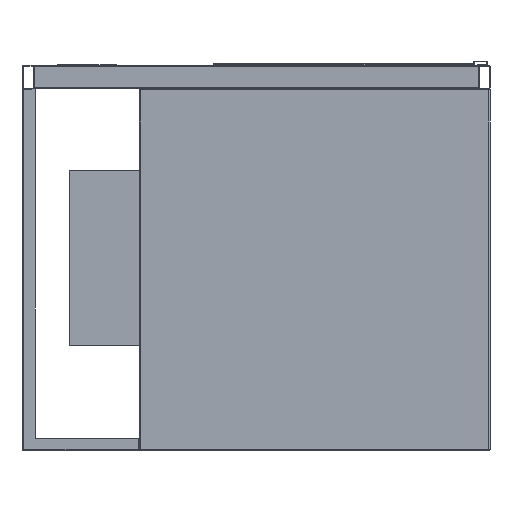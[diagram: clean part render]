
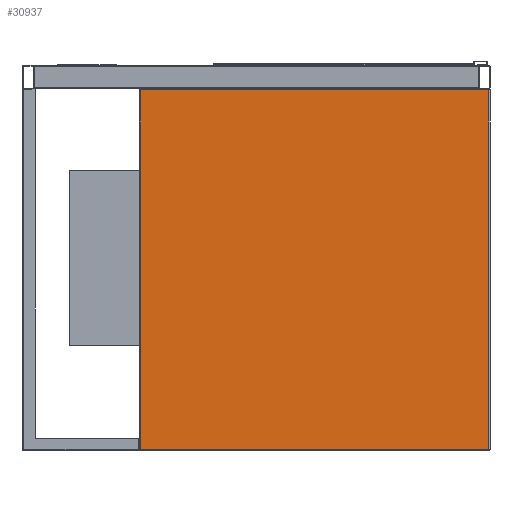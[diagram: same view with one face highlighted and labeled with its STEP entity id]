
A CAD part, front view. The second image highlights one B-rep face of the part: STEP entity #30937.
In plain terms, the highlighted planar face has unit normal (0, -1, 0).
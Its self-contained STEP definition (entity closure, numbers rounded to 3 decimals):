
#460 = DIRECTION ( 'NONE',  ( 1., 0., 0. ) ) ;
#929 = EDGE_CURVE ( 'NONE', #6636, #11592, #18847, .T. ) ;
#1489 = CARTESIAN_POINT ( 'NONE',  ( -298., -255., -42. ) ) ;
#2422 = EDGE_CURVE ( 'NONE', #9066, #11851, #6264, .T. ) ;
#2628 = VECTOR ( 'NONE', #28316, 1000. ) ;
#4154 = CARTESIAN_POINT ( 'NONE',  ( -300., -255., -660. ) ) ;
#4860 = LINE ( 'NONE', #14616, #27247 ) ;
#5225 = LINE ( 'NONE', #9951, #22947 ) ;
#5646 = EDGE_CURVE ( 'NONE', #11592, #9066, #5225, .T. ) ;
#6264 = LINE ( 'NONE', #13270, #2628 ) ;
#6276 = DIRECTION ( 'NONE',  ( 0., -1., 0. ) ) ;
#6472 = ORIENTED_EDGE ( 'NONE', *, *, #5646, .T. ) ;
#6636 = VERTEX_POINT ( 'NONE', #6649 ) ;
#6649 = CARTESIAN_POINT ( 'NONE',  ( 298., -255., -658. ) ) ;
#6756 = DIRECTION ( 'NONE',  ( 0., 0., -1. ) ) ;
#9066 = VERTEX_POINT ( 'NONE', #1489 ) ;
#9343 = ORIENTED_EDGE ( 'NONE', *, *, #26502, .T. ) ;
#9580 = AXIS2_PLACEMENT_3D ( 'NONE', #4154, #6276, #6756 ) ;
#9951 = CARTESIAN_POINT ( 'NONE',  ( -300., -255., -42. ) ) ;
#11592 = VERTEX_POINT ( 'NONE', #28840 ) ;
#11638 = FACE_OUTER_BOUND ( 'NONE', #16747, .T. ) ;
#11851 = VERTEX_POINT ( 'NONE', #23330 ) ;
#13270 = CARTESIAN_POINT ( 'NONE',  ( -298., -255., -660. ) ) ;
#14616 = CARTESIAN_POINT ( 'NONE',  ( -300., -255., -658. ) ) ;
#16747 = EDGE_LOOP ( 'NONE', ( #6472, #29932, #9343, #20034 ) ) ;
#18847 = LINE ( 'NONE', #23868, #19666 ) ;
#19005 = DIRECTION ( 'NONE',  ( 0., 0., 1. ) ) ;
#19666 = VECTOR ( 'NONE', #19005, 1000. ) ;
#20034 = ORIENTED_EDGE ( 'NONE', *, *, #929, .T. ) ;
#22947 = VECTOR ( 'NONE', #30036, 1000. ) ;
#23330 = CARTESIAN_POINT ( 'NONE',  ( -298., -255., -658. ) ) ;
#23868 = CARTESIAN_POINT ( 'NONE',  ( 298., -255., -660. ) ) ;
#26502 = EDGE_CURVE ( 'NONE', #11851, #6636, #4860, .T. ) ;
#27247 = VECTOR ( 'NONE', #460, 1000. ) ;
#28316 = DIRECTION ( 'NONE',  ( 0., 0., -1. ) ) ;
#28840 = CARTESIAN_POINT ( 'NONE',  ( 298., -255., -42. ) ) ;
#28962 = PLANE ( 'NONE',  #9580 ) ;
#29932 = ORIENTED_EDGE ( 'NONE', *, *, #2422, .T. ) ;
#30036 = DIRECTION ( 'NONE',  ( -1., 0., 0. ) ) ;
#30937 = ADVANCED_FACE ( 'Fl�che8', ( #11638 ), #28962, .T. ) ;
